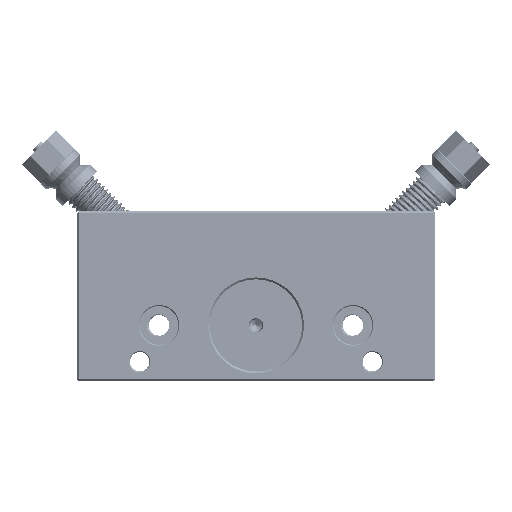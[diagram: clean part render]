
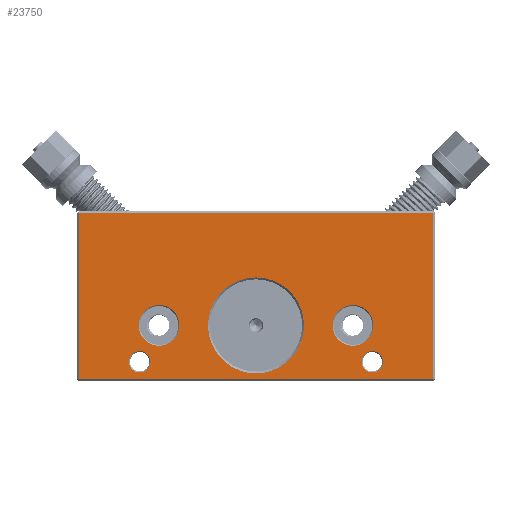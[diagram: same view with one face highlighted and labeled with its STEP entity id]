
A CAD part, front view. The second image highlights one B-rep face of the part: STEP entity #23750.
In plain terms, the highlighted planar face has unit normal (0, -1, 0).
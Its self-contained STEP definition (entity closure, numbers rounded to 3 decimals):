
#187=FACE_BOUND('',#2581,.T.);
#188=FACE_BOUND('',#2582,.T.);
#189=FACE_BOUND('',#2583,.T.);
#190=FACE_BOUND('',#2584,.T.);
#191=FACE_BOUND('',#2585,.T.);
#602=PLANE('',#25303);
#1201=FACE_OUTER_BOUND('',#2580,.T.);
#2580=EDGE_LOOP('',(#16441,#16442,#16443,#16444));
#2581=EDGE_LOOP('',(#16445));
#2582=EDGE_LOOP('',(#16446));
#2583=EDGE_LOOP('',(#16447));
#2584=EDGE_LOOP('',(#16448));
#2585=EDGE_LOOP('',(#16449));
#3704=CIRCLE('',#25304,9.9);
#3705=CIRCLE('',#25305,4.2);
#3706=CIRCLE('',#25306,2.2);
#3707=CIRCLE('',#25307,2.2);
#3708=CIRCLE('',#25308,4.2);
#6833=LINE('',#44870,#7776);
#6843=LINE('',#44890,#7786);
#6851=LINE('',#44904,#7794);
#6853=LINE('',#44907,#7796);
#7776=VECTOR('',#27608,10.);
#7786=VECTOR('',#27626,10.);
#7794=VECTOR('',#27640,10.);
#7796=VECTOR('',#27644,10.);
#9270=VERTEX_POINT('',#44843);
#9277=VERTEX_POINT('',#44861);
#9282=VERTEX_POINT('',#44883);
#9287=VERTEX_POINT('',#44899);
#9294=VERTEX_POINT('',#44935);
#9295=VERTEX_POINT('',#44937);
#9296=VERTEX_POINT('',#44939);
#9297=VERTEX_POINT('',#44941);
#9298=VERTEX_POINT('',#44943);
#12120=EDGE_CURVE('',#9270,#9277,#6833,.T.);
#12130=EDGE_CURVE('',#9282,#9270,#6843,.T.);
#12138=EDGE_CURVE('',#9277,#9287,#6851,.T.);
#12140=EDGE_CURVE('',#9287,#9282,#6853,.T.);
#12155=EDGE_CURVE('',#9294,#9294,#3704,.T.);
#12156=EDGE_CURVE('',#9295,#9295,#3705,.T.);
#12157=EDGE_CURVE('',#9296,#9296,#3706,.T.);
#12158=EDGE_CURVE('',#9297,#9297,#3707,.T.);
#12159=EDGE_CURVE('',#9298,#9298,#3708,.T.);
#16441=ORIENTED_EDGE('',*,*,#12120,.F.);
#16442=ORIENTED_EDGE('',*,*,#12130,.F.);
#16443=ORIENTED_EDGE('',*,*,#12140,.F.);
#16444=ORIENTED_EDGE('',*,*,#12138,.F.);
#16445=ORIENTED_EDGE('',*,*,#12155,.F.);
#16446=ORIENTED_EDGE('',*,*,#12156,.F.);
#16447=ORIENTED_EDGE('',*,*,#12157,.F.);
#16448=ORIENTED_EDGE('',*,*,#12158,.F.);
#16449=ORIENTED_EDGE('',*,*,#12159,.F.);
#23750=ADVANCED_FACE('',(#1201,#187,#188,#189,#190,#191),#602,.T.);
#25303=AXIS2_PLACEMENT_3D('',#44934,#27677,#27678);
#25304=AXIS2_PLACEMENT_3D('',#44936,#27679,#27680);
#25305=AXIS2_PLACEMENT_3D('',#44938,#27681,#27682);
#25306=AXIS2_PLACEMENT_3D('',#44940,#27683,#27684);
#25307=AXIS2_PLACEMENT_3D('',#44942,#27685,#27686);
#25308=AXIS2_PLACEMENT_3D('',#44944,#27687,#27688);
#27608=DIRECTION('',(-1.,0.,0.));
#27626=DIRECTION('',(0.,0.,-1.));
#27640=DIRECTION('',(0.,0.,1.));
#27644=DIRECTION('',(1.,0.,0.));
#27677=DIRECTION('center_axis',(0.,-1.,0.));
#27678=DIRECTION('ref_axis',(1.,0.,0.));
#27679=DIRECTION('center_axis',(0.,-1.,0.));
#27680=DIRECTION('ref_axis',(-1.,0.,0.));
#27681=DIRECTION('center_axis',(0.,-1.,0.));
#27682=DIRECTION('ref_axis',(0.,0.,1.));
#27683=DIRECTION('center_axis',(0.,-1.,0.));
#27684=DIRECTION('ref_axis',(0.,0.,1.));
#27685=DIRECTION('center_axis',(0.,-1.,0.));
#27686=DIRECTION('ref_axis',(0.,0.,1.));
#27687=DIRECTION('center_axis',(0.,-1.,0.));
#27688=DIRECTION('ref_axis',(0.,0.,1.));
#44843=CARTESIAN_POINT('',(73.6,0.,0.4));
#44861=CARTESIAN_POINT('',(0.4,0.,0.4));
#44870=CARTESIAN_POINT('',(18.5,0.,0.4));
#44883=CARTESIAN_POINT('',(73.6,0.,34.6));
#44890=CARTESIAN_POINT('',(73.6,0.,0.));
#44899=CARTESIAN_POINT('',(0.4,0.,34.6));
#44904=CARTESIAN_POINT('',(0.4,0.,0.));
#44907=CARTESIAN_POINT('',(18.5,0.,34.6));
#44934=CARTESIAN_POINT('Origin',(0.,0.,0.));
#44935=CARTESIAN_POINT('',(46.9,0.,11.5));
#44936=CARTESIAN_POINT('Origin',(37.,0.,11.5));
#44937=CARTESIAN_POINT('',(57.,0.,7.3));
#44938=CARTESIAN_POINT('Origin',(57.,0.,11.5));
#44939=CARTESIAN_POINT('',(13.,0.,1.8));
#44940=CARTESIAN_POINT('Origin',(13.,0.,4.));
#44941=CARTESIAN_POINT('',(61.,0.,1.8));
#44942=CARTESIAN_POINT('Origin',(61.,0.,4.));
#44943=CARTESIAN_POINT('',(17.,0.,7.3));
#44944=CARTESIAN_POINT('Origin',(17.,0.,11.5));
